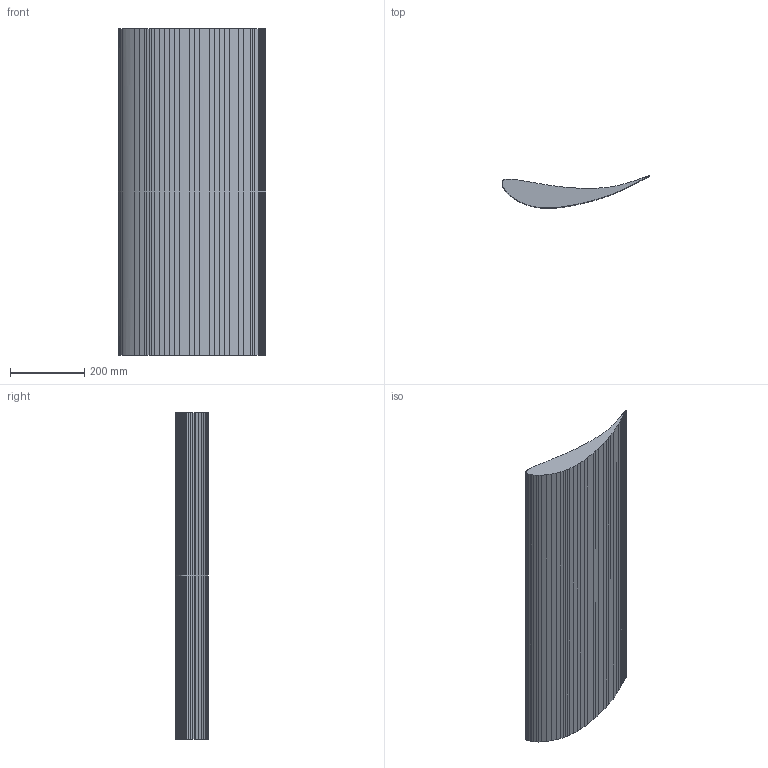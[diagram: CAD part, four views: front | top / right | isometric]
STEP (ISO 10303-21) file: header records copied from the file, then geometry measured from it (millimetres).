
FILE_DESCRIPTION(('CATIA V5 STEP Exchange'),'2;1');
FILE_NAME('Profil 2.1.stp','2019-12-04T15:55:27+00:00',('none'),('none'),'CATIA Version 5 Release 19 SP 2 (IN-10)','CATIA V5 STEP AP203','none');
FILE_SCHEMA(('CONFIG_CONTROL_DESIGN'));
Length unit declared in the file: millimetre
Products named in the file (1): 1Element
Bounding box: 398.49 x 87.38 x 880 mm (x, y, z)
Volume: 13194772.4 mm3; surface area: 780101.1 mm2
Topology: 1 solids, 1 shells, 126 faces, 372 edges, 248 vertices
Faces by surface type: extrusion 124, plane 2
Entity records: 5666 total; most frequent: CARTESIAN_POINT 2751, ORIENTED_EDGE 744, B_SPLINE_CURVE_WITH_KNOTS 372, EDGE_CURVE 372, DIRECTION 252, VECTOR 248, VERTEX_POINT 248, ADVANCED_FACE 126
